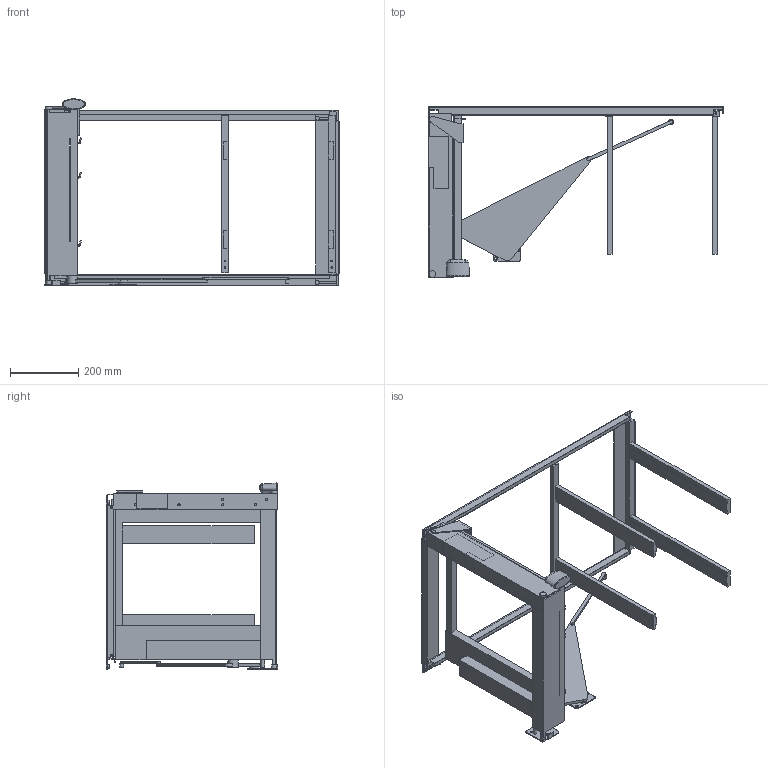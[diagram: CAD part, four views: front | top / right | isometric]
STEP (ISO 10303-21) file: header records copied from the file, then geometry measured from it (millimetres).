
FILE_DESCRIPTION(/* description */ (''),/* implementation_level */ '2;1');
FILE_NAME(/* name */ '3D_300-0581-XX.sat.ipt.stp',/* time_stamp */ '2022-07-18T16:47:10+02:00',/* author */ (''),/* organization */ (''),/* preprocessor_version */ 'ST-DEVELOPER v18.1',/* originating_system */ 'Autodesk Inventor 2021',/* authorisation */ '');
FILE_SCHEMA (('CONFIG_CONTROL_DESIGN'));
Length unit declared in the file: millimetre
Products named in the file (1): 3D_300-0581-XX.sat
Bounding box: 862 x 500 x 544.12 mm (x, y, z)
Volume: 6795149 mm3; surface area: 1327777.2 mm2
Topology: 5 solids, 5 shells, 339 faces, 842 edges, 547 vertices
Faces by surface type: plane 233, cylinder 87, bspline 8, torus 6, cone 5
Full cylindrical faces by diameter (mm): 4 x20, 5 x6, 6 x4, 6.5 x13, 10 x2, 11 x1, 11.5 x1, 12 x4, 15 x2, 19 x1, 30 x2
Entity records: 11230 total; most frequent: CARTESIAN_POINT 2915, DIRECTION 1681, ORIENTED_EDGE 1680, EDGE_CURVE 840, LINE 625, VECTOR 625, VERTEX_POINT 547, AXIS2_PLACEMENT_3D 528
